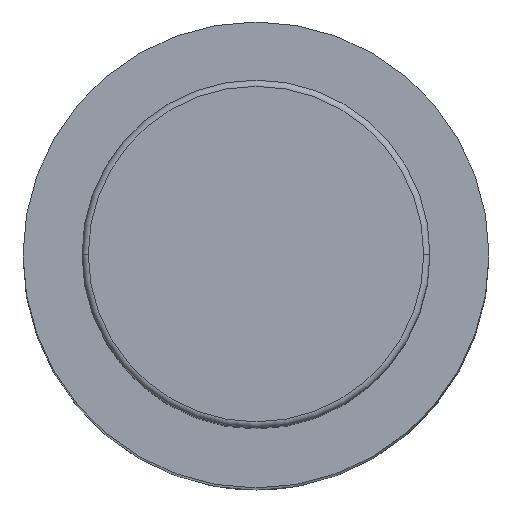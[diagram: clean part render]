
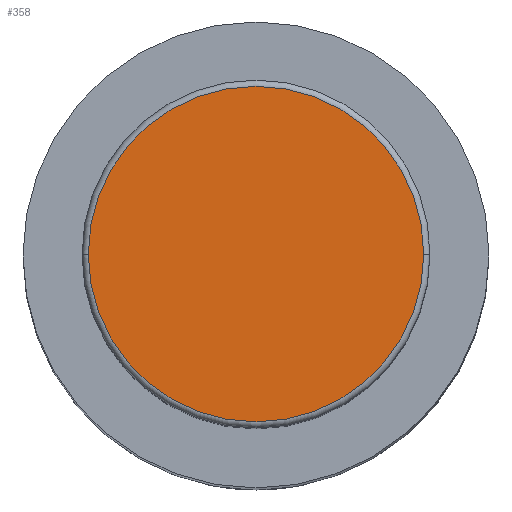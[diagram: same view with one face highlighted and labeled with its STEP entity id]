
A CAD part, top view. The second image highlights one B-rep face of the part: STEP entity #358.
In plain terms, the highlighted planar face has unit normal (0, 0, 1).
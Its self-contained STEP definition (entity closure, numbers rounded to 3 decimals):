
#137 = PLANE ( 'NONE',  #186 ) ;
#186 = AXIS2_PLACEMENT_3D ( 'NONE', #1412, #366, #1845 ) ;
#311 = DIRECTION ( 'NONE',  ( 0., 0., 1. ) ) ;
#358 = ADVANCED_FACE ( 'NONE', ( #542 ), #137, .T. ) ;
#366 = DIRECTION ( 'NONE',  ( 0., 0., 1. ) ) ;
#517 = VERTEX_POINT ( 'NONE', #2513 ) ;
#542 = FACE_OUTER_BOUND ( 'NONE', #1015, .T. ) ;
#678 = AXIS2_PLACEMENT_3D ( 'NONE', #991, #2465, #1192 ) ;
#860 = VERTEX_POINT ( 'NONE', #1397 ) ;
#991 = CARTESIAN_POINT ( 'NONE',  ( 0., 0., 270. ) ) ;
#1015 = EDGE_LOOP ( 'NONE', ( #1124, #1924 ) ) ;
#1041 = CIRCLE ( 'NONE', #2116, 27. ) ;
#1124 = ORIENTED_EDGE ( 'NONE', *, *, #2632, .T. ) ;
#1155 = EDGE_CURVE ( 'NONE', #860, #517, #1041, .T. ) ;
#1192 = DIRECTION ( 'NONE',  ( 1., 0., 0. ) ) ;
#1397 = CARTESIAN_POINT ( 'NONE',  ( -27., 0., 270. ) ) ;
#1412 = CARTESIAN_POINT ( 'NONE',  ( 0., 0., 270. ) ) ;
#1573 = CARTESIAN_POINT ( 'NONE',  ( 0., 0., 270. ) ) ;
#1797 = DIRECTION ( 'NONE',  ( 1., 0., 0. ) ) ;
#1845 = DIRECTION ( 'NONE',  ( 1., 0., 0. ) ) ;
#1924 = ORIENTED_EDGE ( 'NONE', *, *, #1155, .T. ) ;
#2116 = AXIS2_PLACEMENT_3D ( 'NONE', #1573, #311, #1797 ) ;
#2465 = DIRECTION ( 'NONE',  ( 0., 0., 1. ) ) ;
#2513 = CARTESIAN_POINT ( 'NONE',  ( 27., 0., 270. ) ) ;
#2532 = CIRCLE ( 'NONE', #678, 27. ) ;
#2632 = EDGE_CURVE ( 'NONE', #517, #860, #2532, .T. ) ;
